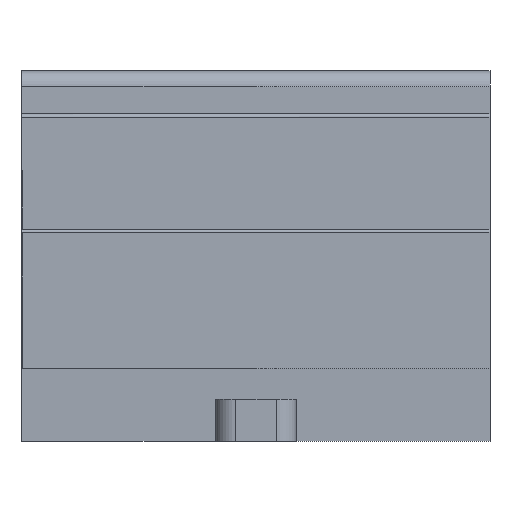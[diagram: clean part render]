
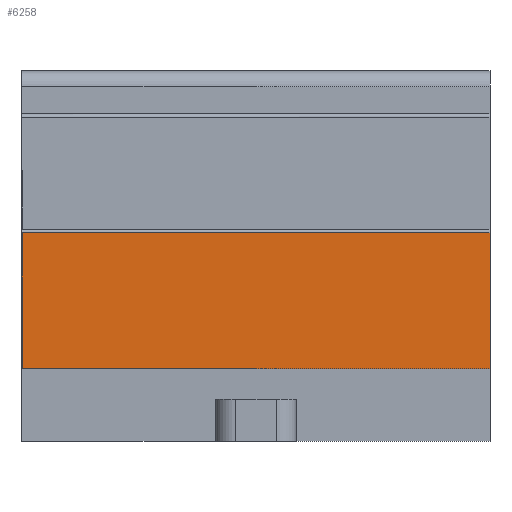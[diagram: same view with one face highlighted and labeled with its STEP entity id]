
A CAD part, front view. The second image highlights one B-rep face of the part: STEP entity #6258.
In plain terms, the highlighted planar face has unit normal (0, -1, 0).
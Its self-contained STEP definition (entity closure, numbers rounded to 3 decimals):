
#4152=CARTESIAN_POINT('',(0.,-46.046,27.109));
#4153=VERTEX_POINT('',#4152);
#4154=CARTESIAN_POINT('',(0.,-46.046,6.48));
#4155=VERTEX_POINT('',#4154);
#4156=CARTESIAN_POINT('',(0.,-46.046,27.109));
#4157=DIRECTION('',(0.0,0.0,-1.0));
#4158=VECTOR('',#4157,20.629);
#4159=LINE('',#4156,#4158);
#4160=EDGE_CURVE('',#4153,#4155,#4159,.T.);
#5215=CARTESIAN_POINT('',(71.0,-46.046,6.48));
#5216=VERTEX_POINT('',#5215);
#5223=CARTESIAN_POINT('',(0.0,-46.046,6.48));
#5224=DIRECTION('',(1.0,0.0,0.0));
#5225=VECTOR('',#5224,71.0);
#5226=LINE('',#5223,#5225);
#5227=EDGE_CURVE('',#4155,#5216,#5226,.T.);
#6170=CARTESIAN_POINT('',(54.0,-46.046,27.062));
#6171=VERTEX_POINT('',#6170);
#6172=CARTESIAN_POINT('',(54.0,-46.046,27.109));
#6173=VERTEX_POINT('',#6172);
#6174=CARTESIAN_POINT('',(54.0,-46.046,27.062));
#6175=DIRECTION('',(0.0,0.0,1.0));
#6176=VECTOR('',#6175,0.047);
#6177=LINE('',#6174,#6176);
#6178=EDGE_CURVE('',#6171,#6173,#6177,.T.);
#6211=CARTESIAN_POINT('',(54.0,-46.046,27.109));
#6212=DIRECTION('',(-1.0,0.0,0.0));
#6213=VECTOR('',#6212,54.0);
#6214=LINE('',#6211,#6213);
#6215=EDGE_CURVE('',#6173,#4153,#6214,.T.);
#6218=CARTESIAN_POINT('',(71.0,-46.046,27.062));
#6219=VERTEX_POINT('',#6218);
#6220=CARTESIAN_POINT('',(54.0,-46.046,27.062));
#6221=DIRECTION('',(1.0,0.0,0.0));
#6222=VECTOR('',#6221,17.0);
#6223=LINE('',#6220,#6222);
#6224=EDGE_CURVE('',#6171,#6219,#6223,.T.);
#6240=CARTESIAN_POINT('',(54.0,-46.046,27.109));
#6241=DIRECTION('',(0.0,-1.0,0.0));
#6242=DIRECTION('',(1.0,0.0,0.0));
#6243=AXIS2_PLACEMENT_3D('',#6240,#6241,#6242);
#6244=PLANE('',#6243);
#6245=ORIENTED_EDGE('',*,*,#5227,.T.);
#6246=CARTESIAN_POINT('',(71.0,-46.046,6.48));
#6247=DIRECTION('',(0.0,0.0,1.0));
#6248=VECTOR('',#6247,20.583);
#6249=LINE('',#6246,#6248);
#6250=EDGE_CURVE('',#5216,#6219,#6249,.T.);
#6251=ORIENTED_EDGE('',*,*,#6250,.T.);
#6252=ORIENTED_EDGE('',*,*,#6224,.F.);
#6253=ORIENTED_EDGE('',*,*,#6178,.T.);
#6254=ORIENTED_EDGE('',*,*,#6215,.T.);
#6255=ORIENTED_EDGE('',*,*,#4160,.T.);
#6256=EDGE_LOOP('',(#6245,#6251,#6252,#6253,#6254,#6255));
#6257=FACE_OUTER_BOUND('',#6256,.T.);
#6258=ADVANCED_FACE('',(#6257),#6244,.T.);
